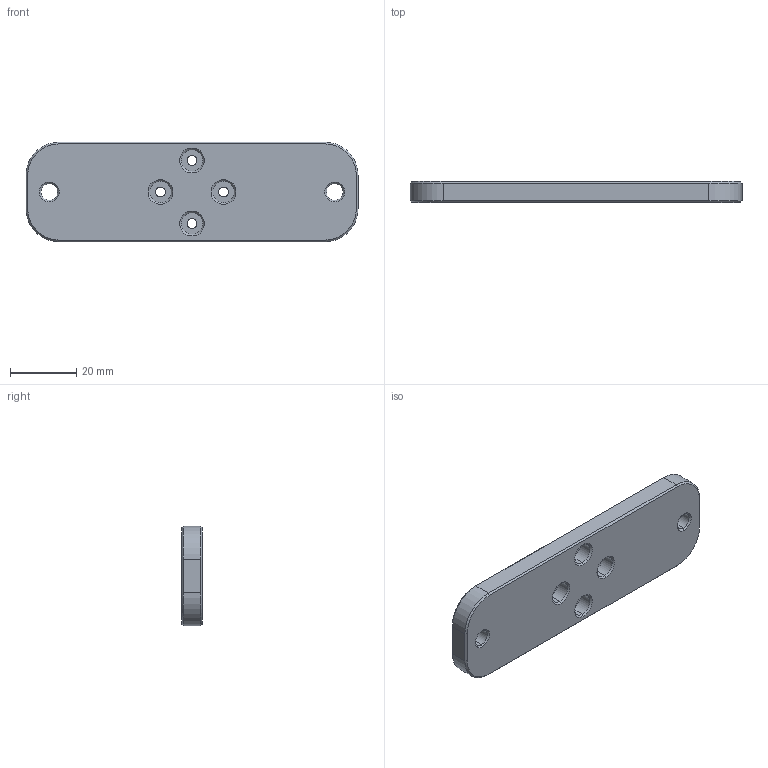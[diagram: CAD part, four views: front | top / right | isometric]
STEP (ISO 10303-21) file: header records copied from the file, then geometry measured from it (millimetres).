
FILE_DESCRIPTION (( 'STEP AP214' ), '1' );
FILE_NAME ('ROV-300-26.STEP', '2022-01-27T20:23:27', ( '' ), ( '' ), 'SwSTEP 2.0', 'SolidWorks 2021', '' );
FILE_SCHEMA (( 'AUTOMOTIVE_DESIGN' ));
Length unit declared in the file: millimetre
Products named in the file (1): ROV-300-26
Bounding box: 100 x 6.3 x 30 mm (x, y, z)
Volume: 17378.8 mm3; surface area: 7664.1 mm2
Topology: 1 solids, 1 shells, 74 faces, 164 edges, 96 vertices
Faces by surface type: cone 32, cylinder 24, plane 18
Entity records: 2086 total; most frequent: DIRECTION 394, CARTESIAN_POINT 335, ORIENTED_EDGE 328, EDGE_CURVE 164, AXIS2_PLACEMENT_3D 155, VERTEX_POINT 96, EDGE_LOOP 90, VECTOR 84
